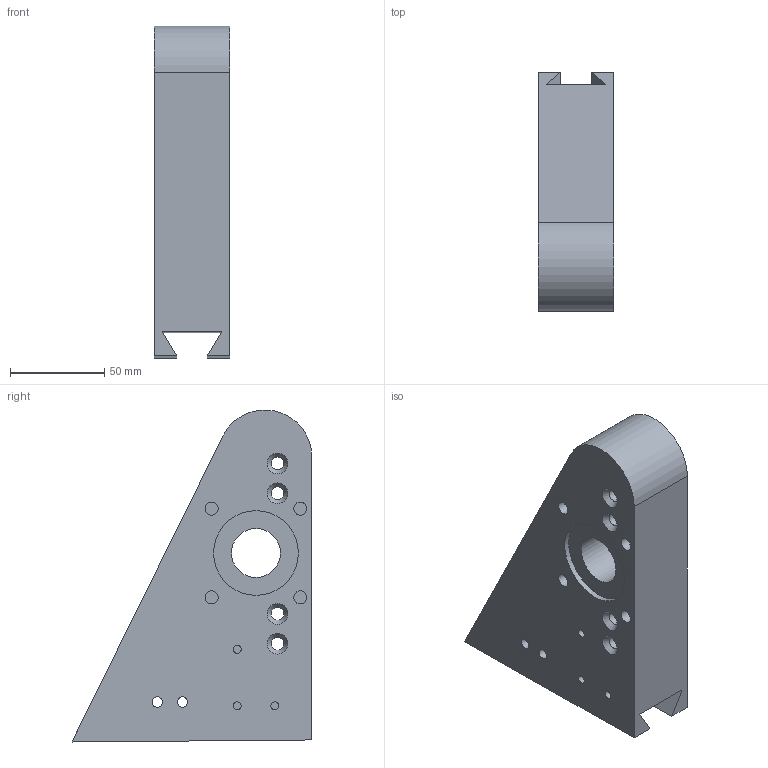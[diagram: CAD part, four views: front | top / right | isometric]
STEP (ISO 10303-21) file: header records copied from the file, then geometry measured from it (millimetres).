
FILE_DESCRIPTION(/* description */ (''),/* implementation_level */ '2;1');
FILE_NAME(/* name */ 'left x wall top v2.step',/* time_stamp */ '2025-08-05T14:37:22-07:00',/* author */ (''),/* organization */ (''),/* preprocessor_version */ 'ST-DEVELOPER v20.1',/* originating_system */ 'Autodesk Translation Framework v14.10.0.0',/* authorisation */ '');
FILE_SCHEMA (('AUTOMOTIVE_DESIGN { 1 0 10303 214 3 1 1 }'));
Length unit declared in the file: inch
Products named in the file (2): left x wall top; Component1(Mirror)(Mirror) (2)(Mirror)
Assembly tree (1 placements, depth 2):
  left x wall top
    Component1(Mirror)(Mirror) (2)(Mirror)
Bounding box: 40 x 127.5 x 176.47 mm (x, y, z)
Volume: 493126.1 mm3; surface area: 67483.2 mm2
Topology: 1 solids, 1 shells, 47 faces, 111 edges, 74 vertices
Faces by surface type: plane 27, cylinder 16, cone 4
Full cylindrical faces by diameter (mm): 4.2 x3, 5.5 x2, 6.8 x4, 7 x4, 26 x1, 45 x1
Entity records: 1454 total; most frequent: DIRECTION 253, CARTESIAN_POINT 235, ORIENTED_EDGE 222, EDGE_CURVE 111, AXIS2_PLACEMENT_3D 92, VERTEX_POINT 74, EDGE_LOOP 71, LINE 69
